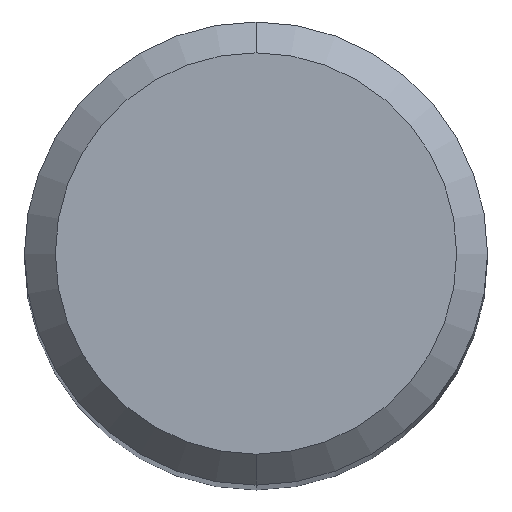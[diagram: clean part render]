
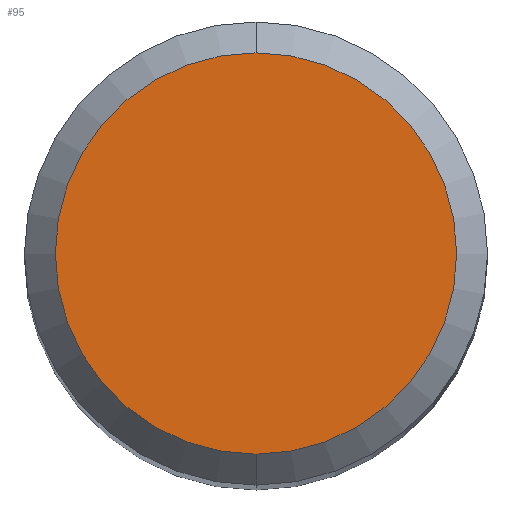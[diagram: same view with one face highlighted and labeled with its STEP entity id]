
A CAD part, top view. The second image highlights one B-rep face of the part: STEP entity #95.
In plain terms, the highlighted planar face has unit normal (0, 0, 1).
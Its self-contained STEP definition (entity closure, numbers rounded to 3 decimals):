
#95=ADVANCED_FACE('',(#230),#231,.T.);
#107=EDGE_CURVE('',#197,#199,#244,.T.);
#189=EDGE_CURVE('',#199,#197,#337,.T.);
#197=VERTEX_POINT('',#346);
#199=VERTEX_POINT('',#348);
#230=FACE_OUTER_BOUND('',#373,.T.);
#231=PLANE('',#374);
#244=CIRCLE('',#390,2.6);
#337=CIRCLE('',#514,2.6);
#346=CARTESIAN_POINT('',(0.0,2.6,0.0));
#348=CARTESIAN_POINT('',(0.,-2.6,0.0));
#373=EDGE_LOOP('',(#539,#540));
#374=AXIS2_PLACEMENT_3D('',#541,#542,#543);
#390=AXIS2_PLACEMENT_3D('',#557,#558,#559);
#514=AXIS2_PLACEMENT_3D('',#681,#682,#683);
#539=ORIENTED_EDGE('',*,*,#107,.F.);
#540=ORIENTED_EDGE('',*,*,#189,.F.);
#541=CARTESIAN_POINT('',(0.0,1.3,0.0));
#542=DIRECTION('',(-0.0,0.0,1.0));
#543=DIRECTION('',(0.0,-1.0,0.0));
#557=CARTESIAN_POINT('',(0.0,0.0,0.0));
#558=DIRECTION('',(0.0,0.0,-1.0));
#559=DIRECTION('',(0.0,1.0,0.0));
#681=CARTESIAN_POINT('',(0.0,0.0,0.0));
#682=DIRECTION('',(0.0,0.0,-1.0));
#683=DIRECTION('',(0.0,1.0,0.0));
